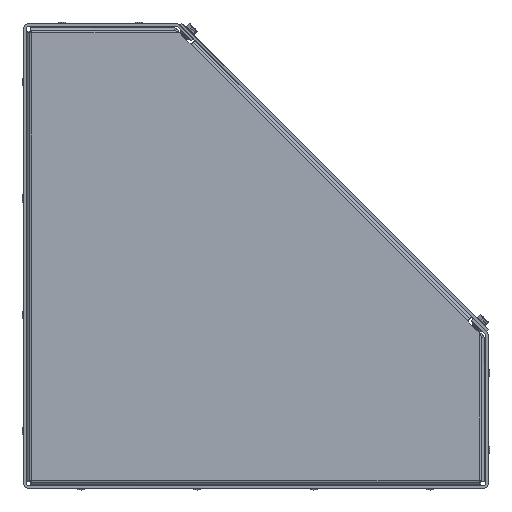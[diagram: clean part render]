
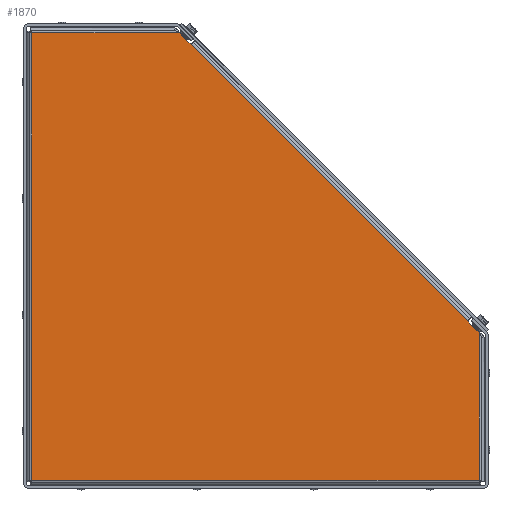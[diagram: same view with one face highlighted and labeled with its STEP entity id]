
A CAD part, left-side view. The second image highlights one B-rep face of the part: STEP entity #1870.
In plain terms, the highlighted planar face has unit normal (-1, 0, 0).
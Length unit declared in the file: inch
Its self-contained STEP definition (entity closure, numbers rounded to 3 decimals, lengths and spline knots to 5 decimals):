
#1194 = ORIENTED_EDGE ( 'NONE', *, *, #79130, .T. ) ;
#1870 = ADVANCED_FACE ( 'NONE', ( #29607 ), #24372, .T. ) ;
#3155 = CARTESIAN_POINT ( 'NONE',  ( -18.38335, 1.93703, 8.45723 ) ) ;
#3724 = VERTEX_POINT ( 'NONE', #56349 ) ;
#4820 = ORIENTED_EDGE ( 'NONE', *, *, #19944, .T. ) ;
#4927 = ORIENTED_EDGE ( 'NONE', *, *, #15816, .T. ) ;
#5986 = VERTEX_POINT ( 'NONE', #70499 ) ;
#8082 = VECTOR ( 'NONE', #40332, 39.37008 ) ;
#8525 = LINE ( 'NONE', #64282, #55360 ) ;
#8682 = ORIENTED_EDGE ( 'NONE', *, *, #61220, .T. ) ;
#9432 = DIRECTION ( 'NONE',  ( 0., -0.707, -0.707 ) ) ;
#10025 = LINE ( 'NONE', #16016, #8082 ) ;
#11538 = CARTESIAN_POINT ( 'NONE',  ( -18.38335, -5.19617, 1.32402 ) ) ;
#14450 = DIRECTION ( 'NONE',  ( 0., 0.707, 0.707 ) ) ;
#14730 = EDGE_CURVE ( 'NONE', #5986, #35082, #71085, .T. ) ;
#15816 = EDGE_CURVE ( 'NONE', #18532, #59181, #58973, .T. ) ;
#16016 = CARTESIAN_POINT ( 'NONE',  ( -18.38335, 1.19466, 8.75825 ) ) ;
#16185 = VECTOR ( 'NONE', #54553, 39.37008 ) ;
#17898 = DIRECTION ( 'NONE',  ( 0., 1., 0. ) ) ;
#18532 = VERTEX_POINT ( 'NONE', #57175 ) ;
#19347 = VERTEX_POINT ( 'NONE', #51588 ) ;
#19944 = EDGE_CURVE ( 'NONE', #43107, #20621, #41190, .T. ) ;
#20328 = VECTOR ( 'NONE', #33878, 39.37008 ) ;
#20621 = VERTEX_POINT ( 'NONE', #49543 ) ;
#22336 = ORIENTED_EDGE ( 'NONE', *, *, #47420, .F. ) ;
#23342 = ORIENTED_EDGE ( 'NONE', *, *, #77275, .F. ) ;
#24372 = PLANE ( 'NONE',  #76109 ) ;
#24851 = VECTOR ( 'NONE', #61213, 39.37008 ) ;
#29025 = CARTESIAN_POINT ( 'NONE',  ( -18.38335, 6.05056, 2.06639 ) ) ;
#29607 = FACE_OUTER_BOUND ( 'NONE', #62705, .T. ) ;
#33151 = CARTESIAN_POINT ( 'NONE',  ( -18.38335, 1.92876, 8.46551 ) ) ;
#33878 = DIRECTION ( 'NONE',  ( 0., -0.707, 0.707 ) ) ;
#34690 = ORIENTED_EDGE ( 'NONE', *, *, #72692, .T. ) ;
#35082 = VERTEX_POINT ( 'NONE', #33151 ) ;
#35240 = CARTESIAN_POINT ( 'NONE',  ( -18.38335, 2.23806, 8.75825 ) ) ;
#35695 = CARTESIAN_POINT ( 'NONE',  ( -18.38335, 1.19466, 2.06639 ) ) ;
#39174 = CARTESIAN_POINT ( 'NONE',  ( -18.38335, -5.20445, 1.3323 ) ) ;
#39642 = DIRECTION ( 'NONE',  ( 0., -0.707, -0.707 ) ) ;
#39922 = CARTESIAN_POINT ( 'NONE',  ( -18.38335, -5.20445, 1.3323 ) ) ;
#40332 = DIRECTION ( 'NONE',  ( 0., 1., 0. ) ) ;
#41190 = LINE ( 'NONE', #29025, #16185 ) ;
#43107 = VERTEX_POINT ( 'NONE', #76398 ) ;
#45625 = LINE ( 'NONE', #39922, #55028 ) ;
#47420 = EDGE_CURVE ( 'NONE', #49015, #5986, #75749, .T. ) ;
#49015 = VERTEX_POINT ( 'NONE', #35240 ) ;
#49543 = CARTESIAN_POINT ( 'NONE',  ( -18.38335, 6.05056, -2.7895 ) ) ;
#51368 = DIRECTION ( 'NONE',  ( 0., -0.707, 0.707 ) ) ;
#51588 = CARTESIAN_POINT ( 'NONE',  ( -18.38335, -5.49719, 1.023 ) ) ;
#51904 = VECTOR ( 'NONE', #9432, 39.37008 ) ;
#53125 = LINE ( 'NONE', #77758, #66508 ) ;
#54364 = DIRECTION ( 'NONE',  ( -1., 0., 0. ) ) ;
#54379 = LINE ( 'NONE', #73365, #24851 ) ;
#54462 = ORIENTED_EDGE ( 'NONE', *, *, #14730, .F. ) ;
#54553 = DIRECTION ( 'NONE',  ( 0., 0., -1. ) ) ;
#55028 = VECTOR ( 'NONE', #14450, 39.37008 ) ;
#55360 = VECTOR ( 'NONE', #39642, 39.37008 ) ;
#56349 = CARTESIAN_POINT ( 'NONE',  ( -18.38335, -5.49719, -2.7895 ) ) ;
#57175 = CARTESIAN_POINT ( 'NONE',  ( -18.38335, -5.19617, 1.32402 ) ) ;
#58313 = CARTESIAN_POINT ( 'NONE',  ( -18.38335, 2.37456, 8.89475 ) ) ;
#58973 = LINE ( 'NONE', #11538, #20328 ) ;
#59181 = VERTEX_POINT ( 'NONE', #39174 ) ;
#60140 = VECTOR ( 'NONE', #51368, 39.37008 ) ;
#60367 = DIRECTION ( 'NONE',  ( 0., 0., 1. ) ) ;
#61213 = DIRECTION ( 'NONE',  ( 0., -1., 0. ) ) ;
#61220 = EDGE_CURVE ( 'NONE', #3724, #19347, #53125, .T. ) ;
#62705 = EDGE_LOOP ( 'NONE', ( #54462, #22336, #34690, #4820, #1194, #8682, #23342, #4927, #72133 ) ) ;
#64282 = CARTESIAN_POINT ( 'NONE',  ( -18.38335, -5.19617, 1.32402 ) ) ;
#66508 = VECTOR ( 'NONE', #60367, 39.37008 ) ;
#70499 = CARTESIAN_POINT ( 'NONE',  ( -18.38335, 1.93703, 8.45723 ) ) ;
#71085 = LINE ( 'NONE', #3155, #60140 ) ;
#72133 = ORIENTED_EDGE ( 'NONE', *, *, #75160, .T. ) ;
#72692 = EDGE_CURVE ( 'NONE', #49015, #43107, #10025, .T. ) ;
#73365 = CARTESIAN_POINT ( 'NONE',  ( -18.38335, 1.19466, -2.7895 ) ) ;
#75160 = EDGE_CURVE ( 'NONE', #59181, #35082, #45625, .T. ) ;
#75749 = LINE ( 'NONE', #58313, #51904 ) ;
#76109 = AXIS2_PLACEMENT_3D ( 'NONE', #35695, #54364, #17898 ) ;
#76398 = CARTESIAN_POINT ( 'NONE',  ( -18.38335, 6.05056, 8.75825 ) ) ;
#77275 = EDGE_CURVE ( 'NONE', #18532, #19347, #8525, .T. ) ;
#77758 = CARTESIAN_POINT ( 'NONE',  ( -18.38335, -5.49719, 2.06639 ) ) ;
#79130 = EDGE_CURVE ( 'NONE', #20621, #3724, #54379, .T. ) ;
